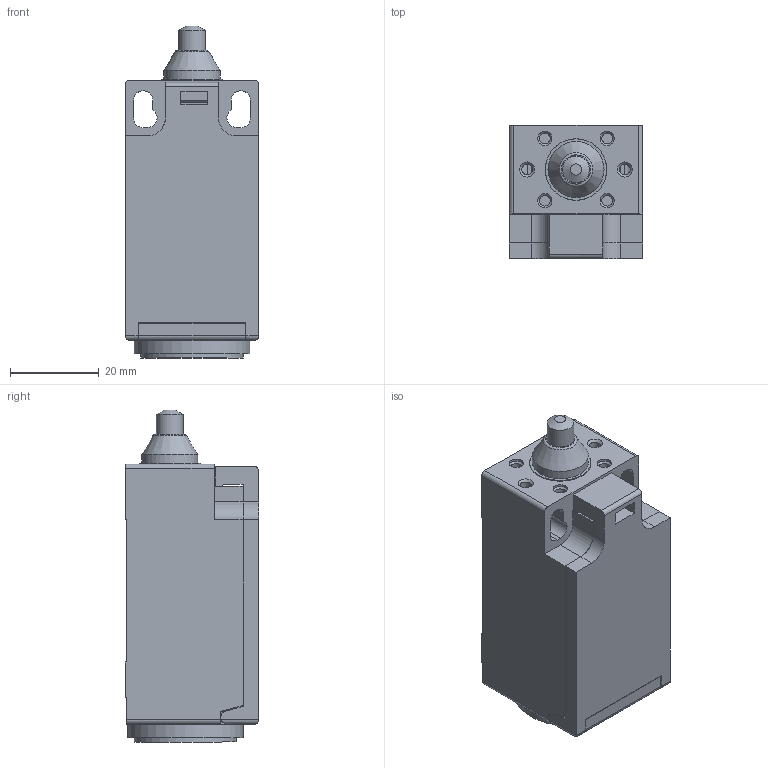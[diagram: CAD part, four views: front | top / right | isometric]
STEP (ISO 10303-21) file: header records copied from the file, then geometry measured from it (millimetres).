
FILE_DESCRIPTION (( 'STEP AP214' ), '1' );
FILE_NAME ('ZS-236-02Z.STEP', '2021-01-18T19:51:38', ( '' ), ( '' ), 'SwSTEP 2.0', 'SolidWorks 2019', '' );
FILE_SCHEMA (( 'AUTOMOTIVE_DESIGN' ));
Length unit declared in the file: inch
Products named in the file (1): ZS-236-02Z
Bounding box: 30 x 30 x 74.7 mm (x, y, z)
Volume: 48186.8 mm3; surface area: 14624.2 mm2
Topology: 2 solids, 3 shells, 131 faces, 332 edges, 218 vertices
Faces by surface type: plane 79, cylinder 42, cone 9, bspline 1
Full cylindrical faces by diameter (mm): 2.4 x6, 3.2 x4, 6 x1, 6.2 x1, 12.6 x1, 13.8 x1, 13.85 x1, 19 x1, 23 x1, 26 x1
Entity records: 4417 total; most frequent: CARTESIAN_POINT 1311, DIRECTION 609, ORIENTED_EDGE 600, EDGE_CURVE 300, VERTEX_POINT 214, AXIS2_PLACEMENT_3D 206, LINE 197, VECTOR 197
